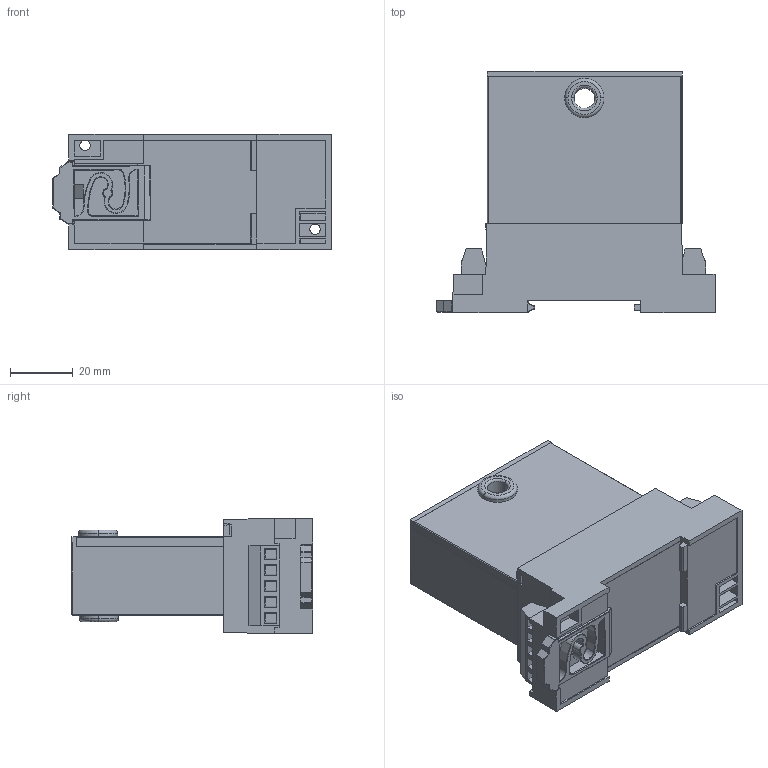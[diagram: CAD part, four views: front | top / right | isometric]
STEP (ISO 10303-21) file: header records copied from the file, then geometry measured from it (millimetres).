
FILE_DESCRIPTION (( 'STEP AP203' ), '1' );
FILE_NAME ('CR6210_20_CR6300_CRD5110_CRD4110.STEP', '2015-09-18T22:40:58', ( 'Dave Forsythe' ), ( '' ), 'SwSTEP 2.0', 'SolidWorks 2004231', '' );
FILE_SCHEMA (( 'CONFIG_CONTROL_DESIGN' ));
Length unit declared in the file: inch
Products named in the file (1): CR6210_20_CR6300_CRD5110_CRD4110
Bounding box: 88.57 x 76.8 x 36.59 mm (x, y, z)
Surface area: 31741.3 mm2 (no closed solid volume)
Topology: 0 solids, 12 shells, 372 faces, 1357 edges, 985 vertices
Faces by surface type: plane 243, cylinder 95, torus 30, sphere 3, bspline 1
Entity records: 14682 total; most frequent: CARTESIAN_POINT 2924, DIRECTION 2437, ORIENTED_EDGE 2127, EDGE_CURVE 1355, VERTEX_POINT 985, VECTOR 947, LINE 947, AXIS2_PLACEMENT_3D 745
